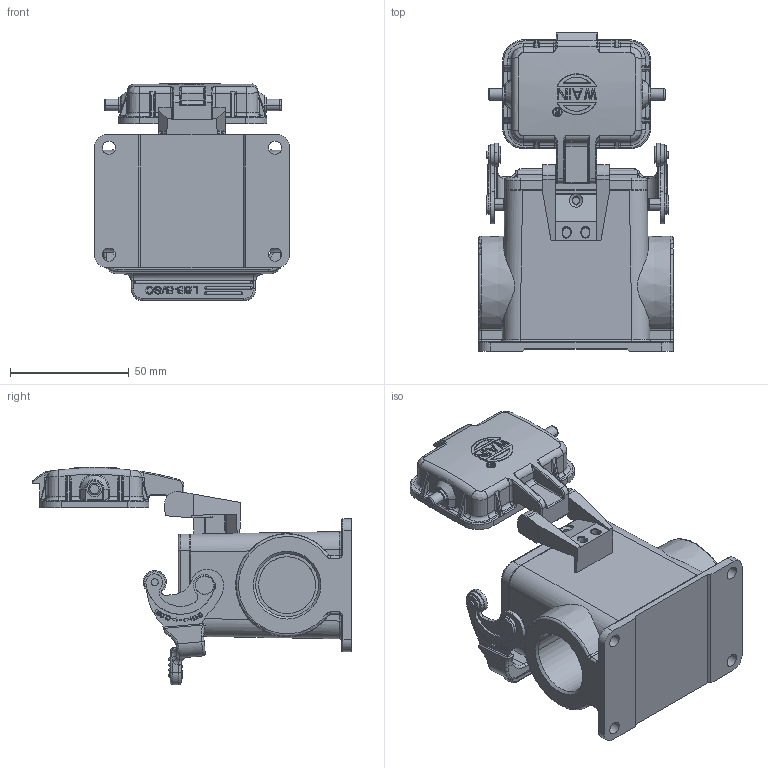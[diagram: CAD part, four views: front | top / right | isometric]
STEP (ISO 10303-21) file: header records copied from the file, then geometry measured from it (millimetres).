
FILE_DESCRIPTION(/* description */ (''),/* implementation_level */ '2;1');
FILE_NAME(/* name */ '3D_1120062218007_H6B-MSFH-1L_SC-MMCV-PG21_V1.0.stp',/* time_stamp */ '2024-03-19T17:10:48+08:00',/* author */ (''),/* organization */ (''),/* preprocessor_version */ 'ST-DEVELOPER v18.1',/* originating_system */ 'SIEMENS PLM Software NX 1980',/* authorisation */ '');
FILE_SCHEMA (('AUTOMOTIVE_DESIGN { 1 0 10303 214 3 1 1 1 }'));
Products named in the file (1): 14132B580C31lag5
Bounding box: 82 x 134.27 x 91.72 mm (x, y, z)
Volume: 11230.5 mm3; surface area: 62206.1 mm2
Topology: 3 solids, 15 shells, 1784 faces, 4589 edges, 2920 vertices
Faces by surface type: cylinder 725, plane 646, torus 210, bspline 91, cone 56, extrusion 40, sphere 16
Full cylindrical faces by diameter (mm): 24 x1
Entity records: 63797 total; most frequent: CARTESIAN_POINT 23648, ORIENTED_EDGE 9129, DIRECTION 7122, EDGE_CURVE 4565, VERTEX_POINT 2918, AXIS2_PLACEMENT_3D 2688, EDGE_LOOP 1922, B_SPLINE_CURVE_WITH_KNOTS 1823
